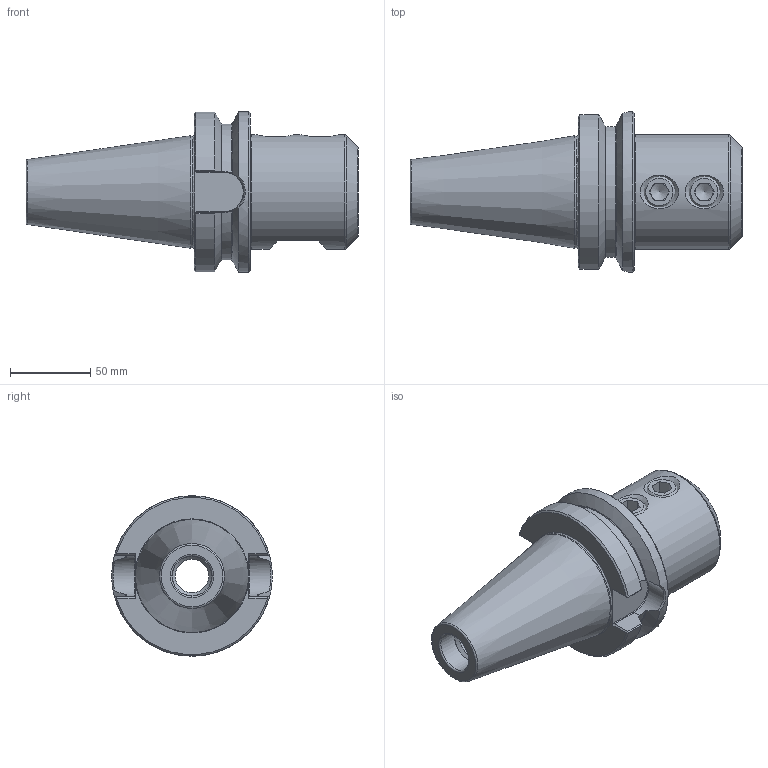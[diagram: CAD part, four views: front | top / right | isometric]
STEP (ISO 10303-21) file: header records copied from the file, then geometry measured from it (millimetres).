
FILE_DESCRIPTION( ( 'Unknown' ), '1' );
FILE_NAME( '215033260-C.stp', 'Unknown', ( 'Unknown' ), ( 'Unknown' ), 'PSStep 15.0.49', 'Unknown', ' ' );
FILE_SCHEMA( ( 'AUTOMOTIVE_DESIGN { 1 0 10303 214 1 1 1 1 }' ) );
Length unit declared in the file: millimetre
Products named in the file (3): 1; 2; 3
Bounding box: 206.8 x 100 x 100 mm (x, y, z)
Volume: 648437.9 mm3; surface area: 79093.6 mm2
Topology: 3 solids, 3 shells, 116 faces, 292 edges, 181 vertices
Faces by surface type: plane 59, cone 21, cylinder 21, torus 13, bspline 2
Full cylindrical faces by diameter (mm): 17.835 x2, 20 x2, 20.752 x2, 25 x1, 32 x1, 32.5 x1, 71.5 x1, 100 x1
Entity records: 4710 total; most frequent: CARTESIAN_POINT 1260, DIRECTION 506, ORIENTED_EDGE 478, EDGE_CURVE 239, AXIS2_PLACEMENT_3D 199, VERTEX_POINT 165, EDGE_LOOP 156, FACE_OUTER_BOUND 134
